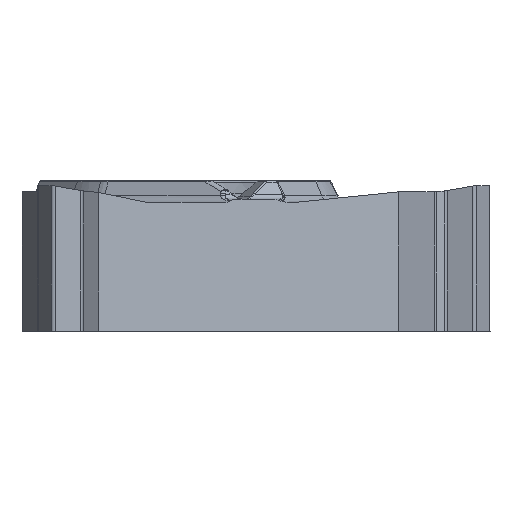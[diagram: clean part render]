
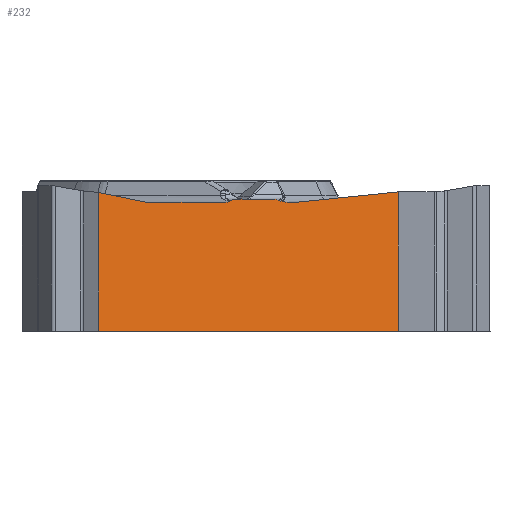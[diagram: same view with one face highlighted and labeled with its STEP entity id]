
A CAD part, front view. The second image highlights one B-rep face of the part: STEP entity #232.
In plain terms, the highlighted planar face has unit normal (0.5, -0.866, 0).
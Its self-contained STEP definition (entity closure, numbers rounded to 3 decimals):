
#232=ADVANCED_FACE('',(#496),#449,.F.);
#449=PLANE('',#3594);
#496=FACE_OUTER_BOUND('',#711,.T.);
#711=EDGE_LOOP('',(#1162,#1163,#1164,#1165,#1166,#1167,#1168,#1169,#1170,
#1171,#1172,#1173,#1174,#1175));
#934=CIRCLE('',#3593,0.32);
#1071=ELLIPSE('',#3589,0.64,0.32);
#1072=ELLIPSE('',#3590,0.3,0.15);
#1073=ELLIPSE('',#3591,0.177,0.15);
#1074=ELLIPSE('',#3592,0.377,0.32);
#1162=ORIENTED_EDGE('',*,*,#2518,.F.);
#1163=ORIENTED_EDGE('',*,*,#2519,.T.);
#1164=ORIENTED_EDGE('',*,*,#2520,.F.);
#1165=ORIENTED_EDGE('',*,*,#2521,.T.);
#1166=ORIENTED_EDGE('',*,*,#2522,.T.);
#1167=ORIENTED_EDGE('',*,*,#2523,.F.);
#1168=ORIENTED_EDGE('',*,*,#2524,.F.);
#1169=ORIENTED_EDGE('',*,*,#2525,.F.);
#1170=ORIENTED_EDGE('',*,*,#2526,.F.);
#1171=ORIENTED_EDGE('',*,*,#2527,.T.);
#1172=ORIENTED_EDGE('',*,*,#2528,.T.);
#1173=ORIENTED_EDGE('',*,*,#2529,.T.);
#1174=ORIENTED_EDGE('',*,*,#2530,.F.);
#1175=ORIENTED_EDGE('',*,*,#2531,.T.);
#2208=VERTEX_POINT('',#5158);
#2209=VERTEX_POINT('',#5159);
#2210=VERTEX_POINT('',#5161);
#2211=VERTEX_POINT('',#5163);
#2212=VERTEX_POINT('',#5165);
#2213=VERTEX_POINT('',#5167);
#2214=VERTEX_POINT('',#5175);
#2215=VERTEX_POINT('',#5177);
#2216=VERTEX_POINT('',#5179);
#2217=VERTEX_POINT('',#5181);
#2218=VERTEX_POINT('',#5183);
#2219=VERTEX_POINT('',#5185);
#2220=VERTEX_POINT('',#5187);
#2221=VERTEX_POINT('',#5189);
#2518=EDGE_CURVE('',#2208,#2209,#3027,.T.);
#2519=EDGE_CURVE('',#2208,#2210,#3028,.T.);
#2520=EDGE_CURVE('',#2211,#2210,#3029,.T.);
#2521=EDGE_CURVE('',#2211,#2212,#1071,.T.);
#2522=EDGE_CURVE('',#2212,#2213,#3030,.T.);
#2523=EDGE_CURVE('',#2214,#2213,#3429,.T.);
#2524=EDGE_CURVE('',#2215,#2214,#1072,.T.);
#2525=EDGE_CURVE('',#2216,#2215,#3031,.T.);
#2526=EDGE_CURVE('',#2217,#2216,#1073,.T.);
#2527=EDGE_CURVE('',#2217,#2218,#1074,.T.);
#2528=EDGE_CURVE('',#2218,#2219,#3032,.T.);
#2529=EDGE_CURVE('',#2219,#2220,#934,.T.);
#2530=EDGE_CURVE('',#2221,#2220,#3033,.T.);
#2531=EDGE_CURVE('',#2221,#2209,#3034,.T.);
#3027=LINE('',#5157,#3228);
#3028=LINE('',#5160,#3229);
#3029=LINE('',#5162,#3230);
#3030=LINE('',#5166,#3231);
#3031=LINE('',#5178,#3232);
#3032=LINE('',#5184,#3233);
#3033=LINE('',#5188,#3234);
#3034=LINE('',#5190,#3235);
#3228=VECTOR('',#3959,1.);
#3229=VECTOR('',#3960,1.);
#3230=VECTOR('',#3961,1.);
#3231=VECTOR('',#3964,1.);
#3232=VECTOR('',#3967,1.);
#3233=VECTOR('',#3972,1.);
#3234=VECTOR('',#3975,1.);
#3235=VECTOR('',#3976,1.);
#3429=B_SPLINE_CURVE_WITH_KNOTS('',3,(#5168,#5169,#5170,#5171,#5172,#5173,
#5174),.UNSPECIFIED.,.F.,.F.,(4,3,4),(0.,0.503,1.),
 .UNSPECIFIED.);
#3589=AXIS2_PLACEMENT_3D('',#5164,#3962,#3963);
#3590=AXIS2_PLACEMENT_3D('',#5176,#3965,#3966);
#3591=AXIS2_PLACEMENT_3D('',#5180,#3968,#3969);
#3592=AXIS2_PLACEMENT_3D('',#5182,#3970,#3971);
#3593=AXIS2_PLACEMENT_3D('',#5186,#3973,#3974);
#3594=AXIS2_PLACEMENT_3D('',#5191,#3977,#3978);
#3959=DIRECTION('',(-0.866,-0.5,0.));
#3960=DIRECTION('',(0.,0.,1.));
#3961=DIRECTION('',(0.863,0.498,0.088));
#3962=DIRECTION('',(-0.5,0.866,0.));
#3963=DIRECTION('',(0.866,0.5,0.));
#3964=DIRECTION('',(-0.866,-0.5,0.));
#3965=DIRECTION('',(-0.5,0.866,0.));
#3966=DIRECTION('',(-0.866,-0.5,0.));
#3967=DIRECTION('',(0.866,0.5,0.));
#3968=DIRECTION('',(-0.5,0.866,0.));
#3969=DIRECTION('',(0.866,0.5,0.));
#3970=DIRECTION('',(-0.5,0.866,0.));
#3971=DIRECTION('',(0.866,0.5,0.));
#3972=DIRECTION('',(-0.866,-0.5,0.));
#3973=DIRECTION('',(-0.5,0.866,0.));
#3974=DIRECTION('',(0.,0.,-1.));
#3975=DIRECTION('',(0.853,0.492,-0.174));
#3976=DIRECTION('',(0.,0.,-1.));
#3977=DIRECTION('',(-0.5,0.866,0.));
#3978=DIRECTION('',(0.,0.,-1.));
#5157=CARTESIAN_POINT('',(-0.367,-5.711,-3.97));
#5158=CARTESIAN_POINT('',(5.5,-2.324,-3.97));
#5159=CARTESIAN_POINT('',(-2.668,-7.04,-3.97));
#5160=CARTESIAN_POINT('',(5.5,-2.324,0.));
#5161=CARTESIAN_POINT('',(5.5,-2.324,-0.172));
#5162=CARTESIAN_POINT('',(-0.308,-5.677,-0.763));
#5163=CARTESIAN_POINT('',(2.718,-3.93,-0.455));
#5164=CARTESIAN_POINT('',(2.622,-3.986,-0.14));
#5165=CARTESIAN_POINT('',(2.622,-3.986,-0.46));
#5166=CARTESIAN_POINT('',(-0.367,-5.711,-0.46));
#5167=CARTESIAN_POINT('',(2.541,-4.032,-0.46));
#5168=CARTESIAN_POINT('',(2.225,-4.215,-0.4));
#5169=CARTESIAN_POINT('',(2.275,-4.186,-0.421));
#5170=CARTESIAN_POINT('',(2.328,-4.155,-0.436));
#5171=CARTESIAN_POINT('',(2.381,-4.124,-0.446));
#5172=CARTESIAN_POINT('',(2.434,-4.094,-0.455));
#5173=CARTESIAN_POINT('',(2.487,-4.063,-0.46));
#5174=CARTESIAN_POINT('',(2.541,-4.032,-0.46));
#5175=CARTESIAN_POINT('',(2.225,-4.215,-0.4));
#5176=CARTESIAN_POINT('',(2.07,-4.304,-0.52));
#5177=CARTESIAN_POINT('',(2.07,-4.304,-0.37));
#5178=CARTESIAN_POINT('',(5.129,-2.538,-0.37));
#5179=CARTESIAN_POINT('',(1.04,-4.899,-0.37));
#5180=CARTESIAN_POINT('',(1.04,-4.899,-0.52));
#5181=CARTESIAN_POINT('',(0.95,-4.951,-0.399));
#5182=CARTESIAN_POINT('',(0.757,-5.062,-0.14));
#5183=CARTESIAN_POINT('',(0.757,-5.062,-0.46));
#5184=CARTESIAN_POINT('',(5.129,-2.538,-0.46));
#5185=CARTESIAN_POINT('',(-1.311,-6.256,-0.46));
#5186=CARTESIAN_POINT('',(-1.311,-6.256,-0.14));
#5187=CARTESIAN_POINT('',(-1.359,-6.284,-0.455));
#5188=CARTESIAN_POINT('',(4.866,-2.69,-1.723));
#5189=CARTESIAN_POINT('',(-2.668,-7.04,-0.189));
#5190=CARTESIAN_POINT('',(-2.668,-7.04,0.));
#5191=CARTESIAN_POINT('',(-0.367,-5.711,0.));
